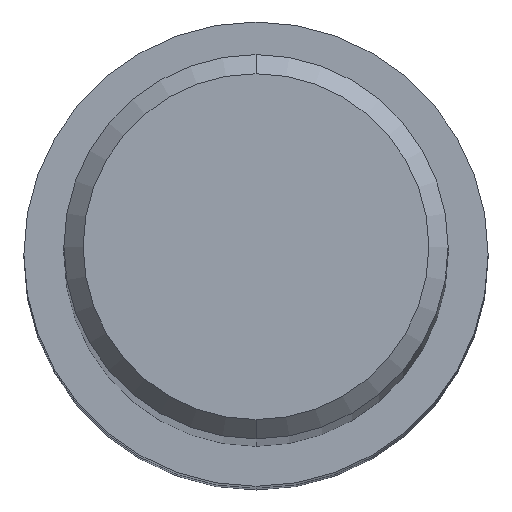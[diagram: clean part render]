
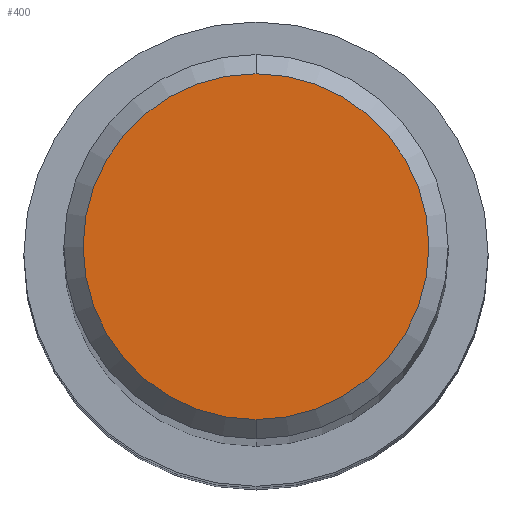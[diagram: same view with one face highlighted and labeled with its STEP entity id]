
A CAD part, top view. The second image highlights one B-rep face of the part: STEP entity #400.
In plain terms, the highlighted planar face has unit normal (0, 0, 1).
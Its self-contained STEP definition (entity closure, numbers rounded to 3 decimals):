
#208=EDGE_CURVE('',#320,#368,#505,.T.);
#320=VERTEX_POINT('',#629);
#368=VERTEX_POINT('',#681);
#392=EDGE_CURVE('',#368,#320,#705,.T.);
#400=ADVANCED_FACE('',(#714),#715,.T.);
#505=CIRCLE('',#843,5.4);
#629=CARTESIAN_POINT('',(0.0,5.4,0.0));
#681=CARTESIAN_POINT('',(0.,-5.4,0.0));
#705=CIRCLE('',#1364,5.4);
#714=FACE_OUTER_BOUND('',#1374,.T.);
#715=PLANE('',#1375);
#843=AXIS2_PLACEMENT_3D('',#1491,#1492,#1493);
#1364=AXIS2_PLACEMENT_3D('',#1692,#1693,#1694);
#1374=EDGE_LOOP('',(#1707,#1708));
#1375=AXIS2_PLACEMENT_3D('',#1709,#1710,#1711);
#1491=CARTESIAN_POINT('',(0.0,0.0,0.0));
#1492=DIRECTION('',(0.0,0.0,-1.0));
#1493=DIRECTION('',(0.0,1.0,0.0));
#1692=CARTESIAN_POINT('',(0.0,0.0,0.0));
#1693=DIRECTION('',(0.0,0.0,-1.0));
#1694=DIRECTION('',(0.0,1.0,0.0));
#1707=ORIENTED_EDGE('',*,*,#208,.F.);
#1708=ORIENTED_EDGE('',*,*,#392,.F.);
#1709=CARTESIAN_POINT('',(0.0,2.7,0.0));
#1710=DIRECTION('',(-0.0,0.0,1.0));
#1711=DIRECTION('',(0.0,-1.0,0.0));
